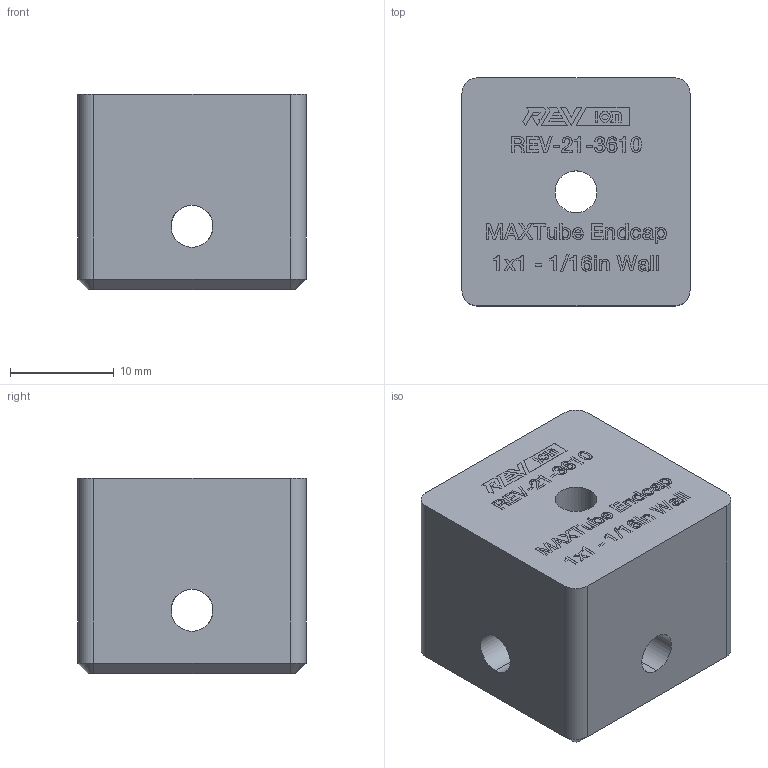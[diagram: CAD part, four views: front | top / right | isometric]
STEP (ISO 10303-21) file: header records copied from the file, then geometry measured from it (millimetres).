
FILE_DESCRIPTION (( 'STEP AP203' ), '1' );
FILE_NAME ('REV-21-3610.STEP', '2024-12-10T18:11:06', ( '' ), ( '' ), 'SwSTEP 2.0', 'SolidWorks 2022', '' );
FILE_SCHEMA (( 'CONFIG_CONTROL_DESIGN' ));
Length unit declared in the file: inch
Products named in the file (1): REV-21-3610
Bounding box: 21.98 x 21.98 x 18.8 mm (x, y, z)
Volume: 6890.3 mm3; surface area: 3248.2 mm2
Topology: 1 solids, 1 shells, 624 faces, 1681 edges, 1115 vertices
Faces by surface type: plane 458, bspline 142, cylinder 20, cone 4
Entity records: 27448 total; most frequent: CARTESIAN_POINT 12635, ORIENTED_EDGE 3362, DIRECTION 2391, EDGE_CURVE 1681, VECTOR 1353, LINE 1353, VERTEX_POINT 1115, EDGE_LOOP 690
